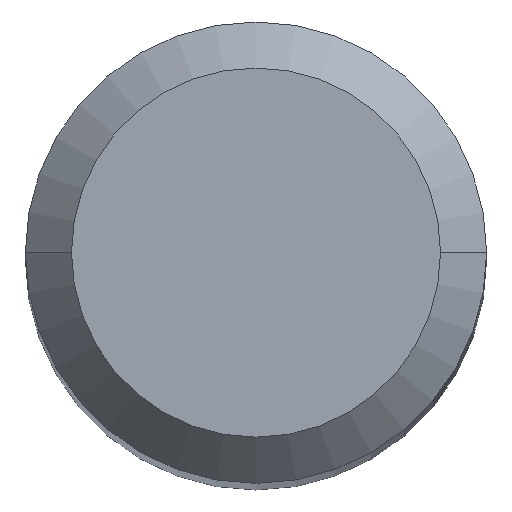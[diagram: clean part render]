
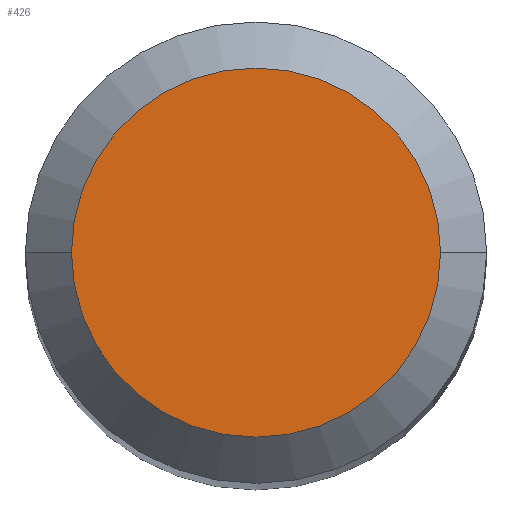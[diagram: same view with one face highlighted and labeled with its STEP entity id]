
A CAD part, top view. The second image highlights one B-rep face of the part: STEP entity #426.
In plain terms, the highlighted planar face has unit normal (0, 0, 1).
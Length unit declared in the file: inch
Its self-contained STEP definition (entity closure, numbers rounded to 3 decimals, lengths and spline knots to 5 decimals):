
#13 = AXIS2_PLACEMENT_3D ( 'NONE', #340, #306, #269 ) ;
#16 = ORIENTED_EDGE ( 'NONE', *, *, #453, .T. ) ;
#25 = DIRECTION ( 'NONE',  ( -1., 0., 0. ) ) ;
#27 = CARTESIAN_POINT ( 'NONE',  ( 0., 0., 0. ) ) ;
#35 = AXIS2_PLACEMENT_3D ( 'NONE', #27, #145, #443 ) ;
#63 = CARTESIAN_POINT ( 'NONE',  ( 0., 0., 0. ) ) ;
#141 = FACE_OUTER_BOUND ( 'NONE', #287, .T. ) ;
#145 = DIRECTION ( 'NONE',  ( 0., 0., 1. ) ) ;
#151 = VERTEX_POINT ( 'NONE', #380 ) ;
#209 = ORIENTED_EDGE ( 'NONE', *, *, #394, .T. ) ;
#215 = DIRECTION ( 'NONE',  ( 0., 0., -1. ) ) ;
#227 = CIRCLE ( 'NONE', #13, 0.05 ) ;
#249 = CARTESIAN_POINT ( 'NONE',  ( -0.05, 0., 0. ) ) ;
#269 = DIRECTION ( 'NONE',  ( 1., 0., 0. ) ) ;
#287 = EDGE_LOOP ( 'NONE', ( #209, #16 ) ) ;
#306 = DIRECTION ( 'NONE',  ( 0., 0., 1. ) ) ;
#336 = VERTEX_POINT ( 'NONE', #249 ) ;
#340 = CARTESIAN_POINT ( 'NONE',  ( 0., 0., 0. ) ) ;
#357 = CIRCLE ( 'NONE', #35, 0.05 ) ;
#380 = CARTESIAN_POINT ( 'NONE',  ( 0.05, 0., 0. ) ) ;
#394 = EDGE_CURVE ( 'NONE', #336, #151, #357, .T. ) ;
#426 = ADVANCED_FACE ( 'NONE', ( #141 ), #479, .F. ) ;
#441 = AXIS2_PLACEMENT_3D ( 'NONE', #63, #215, #25 ) ;
#443 = DIRECTION ( 'NONE',  ( 1., 0., 0. ) ) ;
#453 = EDGE_CURVE ( 'NONE', #151, #336, #227, .T. ) ;
#479 = PLANE ( 'NONE',  #441 ) ;
